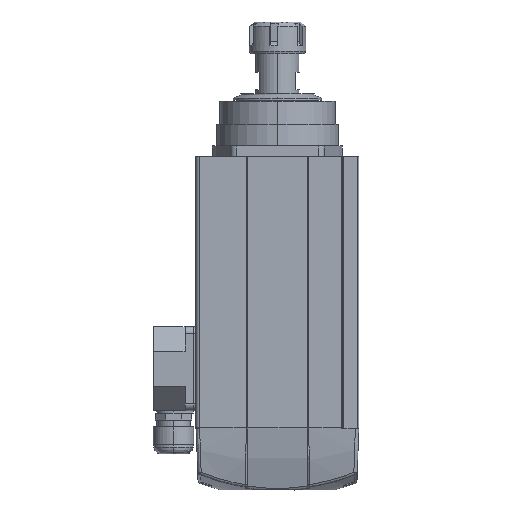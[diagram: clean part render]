
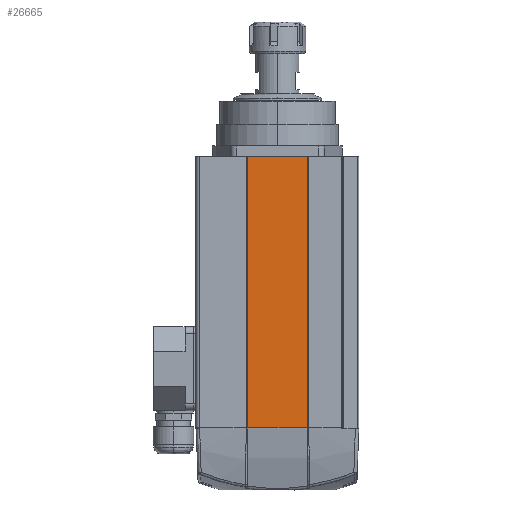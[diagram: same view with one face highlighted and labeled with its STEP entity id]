
A CAD part, left-side view. The second image highlights one B-rep face of the part: STEP entity #26665.
In plain terms, the highlighted planar face has unit normal (-1, 0, 0).
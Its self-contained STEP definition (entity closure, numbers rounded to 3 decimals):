
#789 = AXIS2_PLACEMENT_3D ( 'NONE', #24367, #14236, #14458 ) ;
#980 = LINE ( 'NONE', #17317, #20598 ) ;
#2696 = VECTOR ( 'NONE', #4377, 1000. ) ;
#4377 = DIRECTION ( 'NONE',  ( 0., 0., 1. ) ) ;
#5366 = CARTESIAN_POINT ( 'NONE',  ( -11214.356, -7675.504, 201. ) ) ;
#5784 = VECTOR ( 'NONE', #17708, 1000. ) ;
#6685 = CARTESIAN_POINT ( 'NONE',  ( -11214.356, -7631.504, 0. ) ) ;
#6985 = LINE ( 'NONE', #13569, #30287 ) ;
#7467 = VERTEX_POINT ( 'NONE', #17693 ) ;
#7949 = ORIENTED_EDGE ( 'NONE', *, *, #9895, .F. ) ;
#9895 = EDGE_CURVE ( 'NONE', #7467, #15290, #980, .T. ) ;
#13569 = CARTESIAN_POINT ( 'NONE',  ( -11214.356, -7631.504, 0. ) ) ;
#14236 = DIRECTION ( 'NONE',  ( 1., 0., 0. ) ) ;
#14458 = DIRECTION ( 'NONE',  ( 0., 0., -1. ) ) ;
#15290 = VERTEX_POINT ( 'NONE', #23528 ) ;
#15740 = EDGE_CURVE ( 'NONE', #15290, #17999, #20716, .T. ) ;
#17288 = ORIENTED_EDGE ( 'NONE', *, *, #18142, .T. ) ;
#17317 = CARTESIAN_POINT ( 'NONE',  ( -11214.356, -7596.504, 201. ) ) ;
#17397 = EDGE_LOOP ( 'NONE', ( #32572, #7949, #31080, #17288 ) ) ;
#17693 = CARTESIAN_POINT ( 'NONE',  ( -11214.356, -7631.504, 201. ) ) ;
#17708 = DIRECTION ( 'NONE',  ( 0., 0., -1. ) ) ;
#17999 = VERTEX_POINT ( 'NONE', #18006 ) ;
#18006 = CARTESIAN_POINT ( 'NONE',  ( -11214.356, -7675.504, 0. ) ) ;
#18142 = EDGE_CURVE ( 'NONE', #30577, #17999, #6985, .T. ) ;
#18228 = EDGE_CURVE ( 'NONE', #30577, #7467, #26295, .T. ) ;
#19847 = CARTESIAN_POINT ( 'NONE',  ( -11214.356, -7631.504, 201. ) ) ;
#20056 = FACE_OUTER_BOUND ( 'NONE', #17397, .T. ) ;
#20598 = VECTOR ( 'NONE', #25130, 1000. ) ;
#20716 = LINE ( 'NONE', #5366, #5784 ) ;
#23528 = CARTESIAN_POINT ( 'NONE',  ( -11214.356, -7675.504, 201. ) ) ;
#24367 = CARTESIAN_POINT ( 'NONE',  ( -11214.356, -7631.504, 201. ) ) ;
#24603 = PLANE ( 'NONE',  #789 ) ;
#25130 = DIRECTION ( 'NONE',  ( 0., -1., 0. ) ) ;
#26295 = LINE ( 'NONE', #19847, #2696 ) ;
#26481 = DIRECTION ( 'NONE',  ( 0., -1., 0. ) ) ;
#26665 = ADVANCED_FACE ( 'NONE', ( #20056 ), #24603, .F. ) ;
#30287 = VECTOR ( 'NONE', #26481, 1000. ) ;
#30577 = VERTEX_POINT ( 'NONE', #6685 ) ;
#31080 = ORIENTED_EDGE ( 'NONE', *, *, #18228, .F. ) ;
#32572 = ORIENTED_EDGE ( 'NONE', *, *, #15740, .F. ) ;
